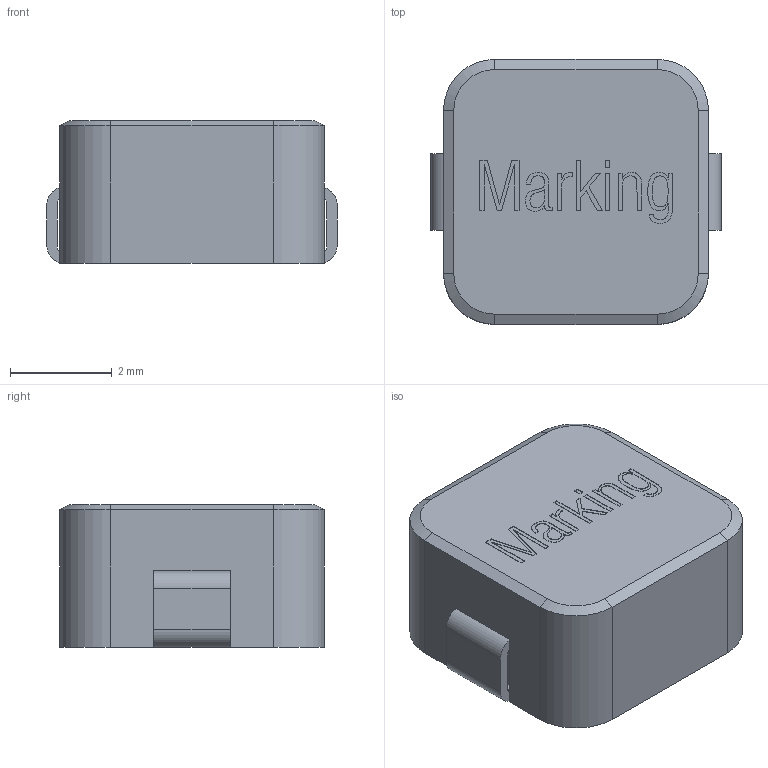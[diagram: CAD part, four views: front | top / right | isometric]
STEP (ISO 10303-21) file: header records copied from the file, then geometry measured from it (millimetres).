
FILE_DESCRIPTION(/* description */ ('Unknown'),/* implementation_level */ '2;1');
FILE_NAME(/* name */ 'L_Wurth_WE-LHMI-5030',/* time_stamp */ '2023-02-01T17:27:56+08:00',/* author */ ('Unknown'),/* organization */ ('Unknown'),/* preprocessor_version */ 'ST-DEVELOPER v16.7',/* originating_system */ 'Solid Edge',/* authorisation */ 'Unknown');
FILE_SCHEMA (('AUTOMOTIVE_DESIGN {1 0 10303 214 3 1 1}'));
Length unit declared in the file: millimetre
Products named in the file (1): L_Wurth_WE-LHMI-5030
Bounding box: 5.7 x 5.2 x 2.8 mm (x, y, z)
Volume: 72.9 mm3; surface area: 117.3 mm2
Topology: 1 solids, 1 shells, 145 faces, 381 edges, 246 vertices
Faces by surface type: plane 117, bspline 12, cylinder 12, cone 4
Entity records: 5785 total; most frequent: CARTESIAN_POINT 1210, ORIENTED_EDGE 760, DIRECTION 668, EDGE_CURVE 380, LINE 312, VECTOR 312, VERTEX_POINT 246, AXIS2_PLACEMENT_3D 178
